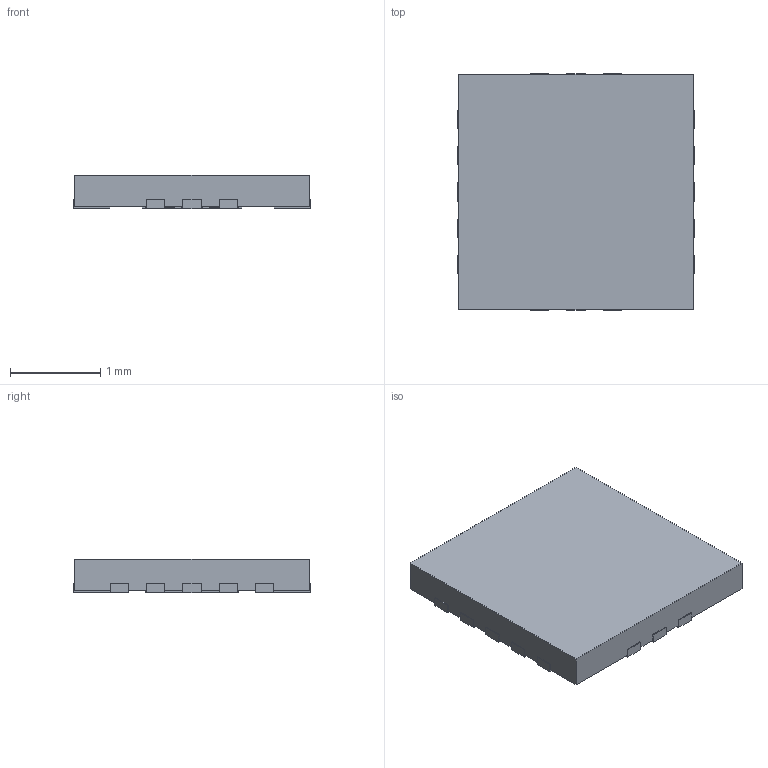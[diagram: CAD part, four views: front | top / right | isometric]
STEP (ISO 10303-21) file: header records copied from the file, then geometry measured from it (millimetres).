
FILE_DESCRIPTION(('FreeCAD Model'),'2;1');
FILE_NAME( 'HX2QFN16.step', '2020-03-14T13:54:30',('Author'),(''), 'Open CASCADE STEP processor 7.2','FreeCAD','Unknown');
FILE_SCHEMA(('AUTOMOTIVE_DESIGN { 1 0 10303 214 1 1 1 1 }'));
Length unit declared in the file: millimetre
Products named in the file (2): Matrix_Deformation; union
Bounding box: 2.62 x 2.62 x 0.37 mm (x, y, z)
Volume: 2.6 mm3; surface area: 20.5 mm2
Topology: 2 solids, 2 shells, 214 faces, 624 edges, 416 vertices
Faces by surface type: bspline 107, plane 107
Entity records: 14685 total; most frequent: CARTESIAN_POINT 3960, ORIENTED_EDGE 1248, PCURVE 1248, DEFINITIONAL_REPRESENTATION 1248, B_SPLINE_CURVE_WITH_KNOTS 1136, DIRECTION 952, LINE 736, VECTOR 736
